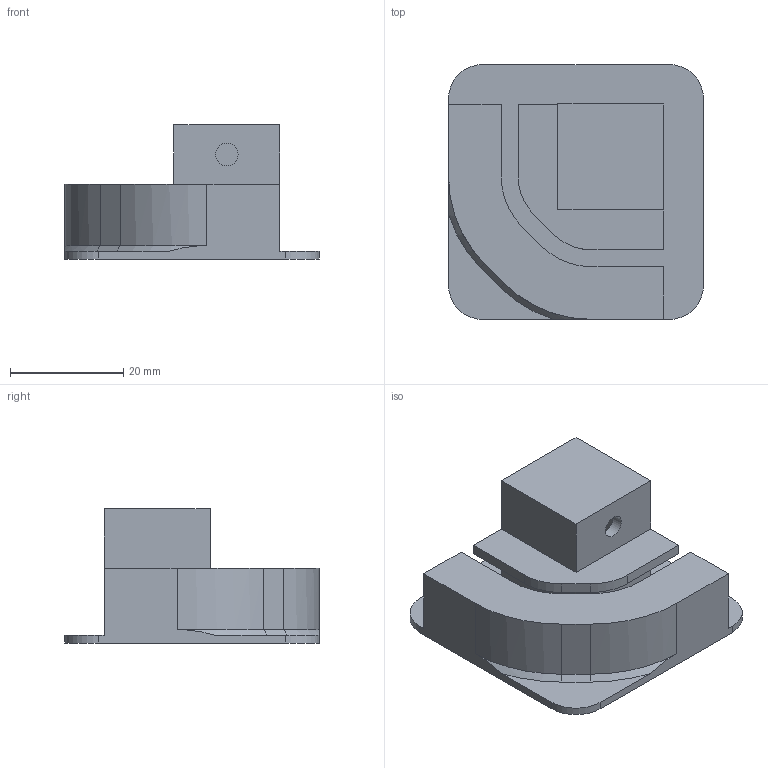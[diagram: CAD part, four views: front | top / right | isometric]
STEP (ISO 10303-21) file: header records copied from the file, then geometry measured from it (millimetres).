
FILE_DESCRIPTION(('FreeCAD Model'),'2;1');
FILE_NAME('Open CASCADE Shape Model','2024-02-04T21:53:43',(''),(''), 'Open CASCADE STEP processor 7.7','FreeCAD','Unknown');
FILE_SCHEMA(('AUTOMOTIVE_DESIGN { 1 0 10303 214 1 1 1 1 }'));
Length unit declared in the file: millimetre
Products named in the file (1): bracket-switch
Bounding box: 45 x 45 x 23.7 mm (x, y, z)
Volume: 8584.3 mm3; surface area: 10098.5 mm2
Topology: 1 solids, 1 shells, 62 faces, 168 edges, 110 vertices
Faces by surface type: plane 43, revolution 12, cylinder 5, bspline 2
Full cylindrical faces by diameter (mm): 4 x1
Entity records: 5804 total; most frequent: CARTESIAN_POINT 1182, DIRECTION 622, LINE 439, VECTOR 439, ORIENTED_EDGE 336, PCURVE 336, DEFINITIONAL_REPRESENTATION 336, PRESENTATION_STYLE_ASSIGNMENT 227
